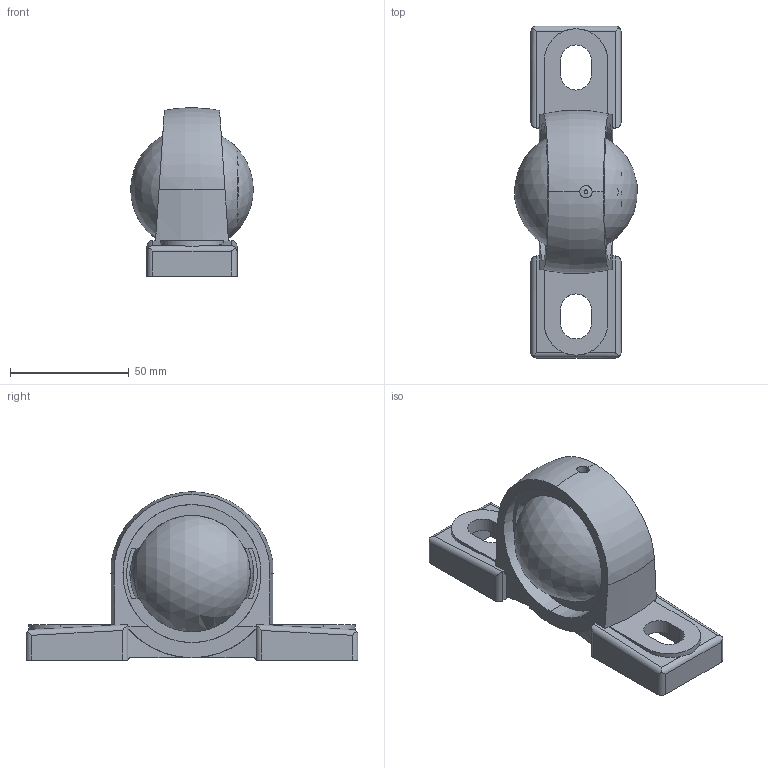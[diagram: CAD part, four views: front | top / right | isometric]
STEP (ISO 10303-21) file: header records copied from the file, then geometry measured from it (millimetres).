
FILE_DESCRIPTION(('STEP AP214'),'1');
FILE_NAME('inafag_ucp205_b74c4w4r8ia89acl3n6w5spuf.stp','2017-04-15T03:31:32',('TraceParts'),('TraceParts S.A.'),'Spatial InterOp 3D',' ',' ');
FILE_SCHEMA(('automotive_design'));
Length unit declared in the file: millimetre
Products named in the file (14): inafag_ucp205_b74c4w4r8ia89acl3n6w5spuf_1; inafag_ucp205_b74c4w4r8ia89acl3n6w5spuf_2; inafag_ucp205_b74c4w4r8ia89acl3n6w5spuf_3; inafag_ucp205_b74c4w4r8ia89acl3n6w5spuf_4; inafag_ucp205_b74c4w4r8ia89acl3n6w5spuf_5; inafag_ucp205_b74c4w4r8ia89acl3n6w5spuf_6; inafag_ucp205_b74c4w4r8ia89acl3n6w5spuf_7; inafag_ucp205_b74c4w4r8ia89acl3n6w5spuf_8; inafag_ucp205_b74c4w4r8ia89acl3n6w5spuf_9; inafag_ucp205_b74c4w4r8ia89acl3n6w5spuf_10; inafag_ucp205_b74c4w4r8ia89acl3n6w5spuf_11; inafag_ucp205_b74c4w4r8ia89acl3n6w5spuf_12; inafag_ucp205_b74c4w4r8ia89acl3n6w5spuf_13; inafag_ucp205_b74c4w4r8ia89acl3n6w5spuf_14
Bounding box: 51.6 x 140 x 70.98 mm (x, y, z)
Volume: 177247.2 mm3; surface area: 58292.8 mm2
Topology: 14 solids, 14 shells, 295 faces, 776 edges, 485 vertices
Faces by surface type: plane 98, cylinder 94, cone 50, torus 30, sphere 23
Entity records: 13072 total; most frequent: CARTESIAN_POINT 3092, DIRECTION 1702, ORIENTED_EDGE 1480, EDGE_CURVE 740, AXIS2_PLACEMENT_3D 704, VERTEX_POINT 485, CIRCLE 363, EDGE_LOOP 335
